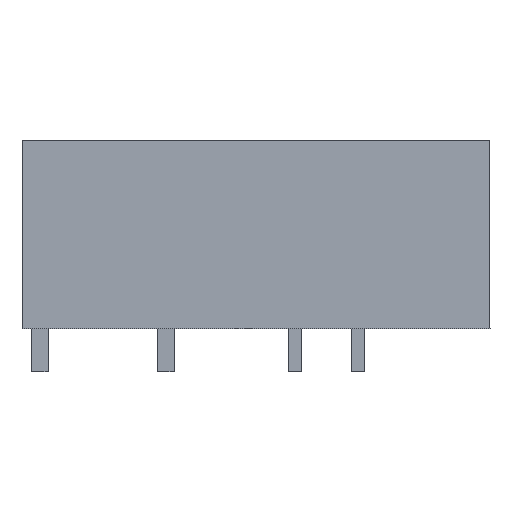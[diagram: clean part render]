
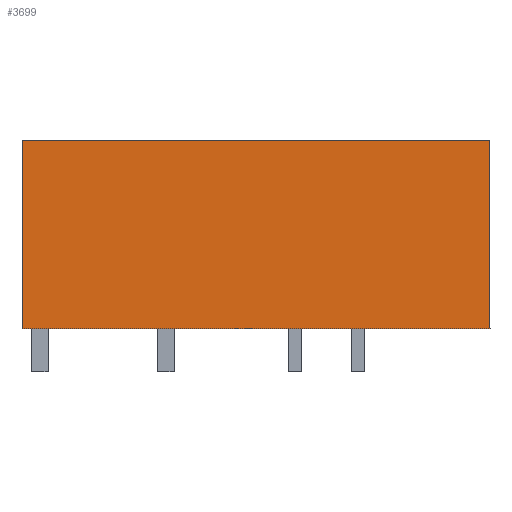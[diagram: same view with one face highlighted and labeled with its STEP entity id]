
A CAD part, left-side view. The second image highlights one B-rep face of the part: STEP entity #3699.
In plain terms, the highlighted planar face has unit normal (-1, 0, 0).
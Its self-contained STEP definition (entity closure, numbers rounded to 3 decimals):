
#3686=AXIS2_PLACEMENT_3D('Plane Axis2P3D',#3683,#3684,#3685) ;
#1246=CARTESIAN_POINT('Vertex',(0.,28.3,2.6)) ;
#1249=CARTESIAN_POINT('Line Origine',(0.,28.3,8.3)) ;
#1253=CARTESIAN_POINT('Vertex',(0.,28.3,14.)) ;
#1316=CARTESIAN_POINT('Line Origine',(0.,14.15,14.)) ;
#1320=CARTESIAN_POINT('Vertex',(0.,0.,14.)) ;
#3148=CARTESIAN_POINT('Line Origine',(0.,0.,8.3)) ;
#3152=CARTESIAN_POINT('Vertex',(0.,0.,2.6)) ;
#3683=CARTESIAN_POINT('Axis2P3D Location',(0.,28.3,-0.9)) ;
#3688=CARTESIAN_POINT('Line Origine',(0.,14.15,2.6)) ;
#1250=DIRECTION('Vector Direction',(0.,0.,1.)) ;
#1317=DIRECTION('Vector Direction',(0.,1.,0.)) ;
#3149=DIRECTION('Vector Direction',(0.,0.,-1.)) ;
#3684=DIRECTION('Axis2P3D Direction',(-1.,0.,0.)) ;
#3685=DIRECTION('Axis2P3D XDirection',(0.,-1.,0.)) ;
#3689=DIRECTION('Vector Direction',(0.,1.,0.)) ;
#1251=VECTOR('Line Direction',#1250,1.) ;
#1318=VECTOR('Line Direction',#1317,1.) ;
#3150=VECTOR('Line Direction',#3149,1.) ;
#3690=VECTOR('Line Direction',#3689,1.) ;
#3694=ORIENTED_EDGE('',*,*,#3692,.F.) ;
#3695=ORIENTED_EDGE('',*,*,#3154,.F.) ;
#3696=ORIENTED_EDGE('',*,*,#1322,.T.) ;
#3697=ORIENTED_EDGE('',*,*,#1255,.T.) ;
#3699=ADVANCED_FACE('housing',(#3698),#3687,.T.) ;
#1255=EDGE_CURVE('',#1254,#1247,#1252,.F.) ;
#1322=EDGE_CURVE('',#1321,#1254,#1319,.T.) ;
#3154=EDGE_CURVE('',#1321,#3153,#3151,.T.) ;
#3692=EDGE_CURVE('',#3153,#1247,#3691,.T.) ;
#3693=EDGE_LOOP('',(#3694,#3695,#3696,#3697)) ;
#3698=FACE_OUTER_BOUND('',#3693,.T.) ;
#1252=LINE('Line',#1249,#1251) ;
#1319=LINE('Line',#1316,#1318) ;
#3151=LINE('Line',#3148,#3150) ;
#3691=LINE('Line',#3688,#3690) ;
#3687=PLANE('',#3686) ;
#1247=VERTEX_POINT('',#1246) ;
#1254=VERTEX_POINT('',#1253) ;
#1321=VERTEX_POINT('',#1320) ;
#3153=VERTEX_POINT('',#3152) ;
